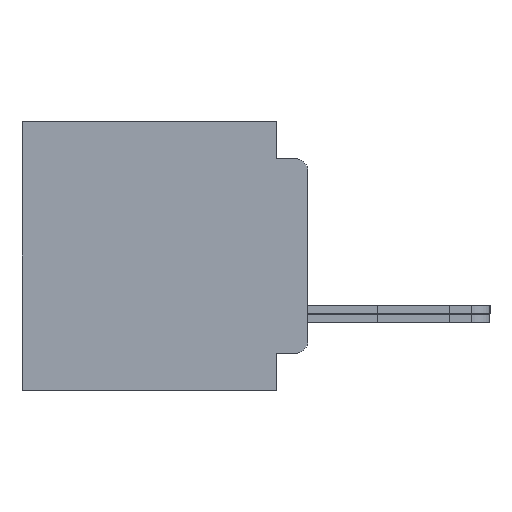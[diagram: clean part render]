
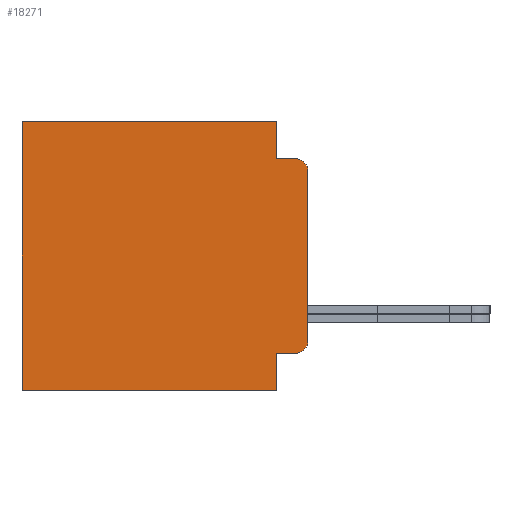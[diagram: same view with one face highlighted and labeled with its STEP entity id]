
A CAD part, left-side view. The second image highlights one B-rep face of the part: STEP entity #18271.
In plain terms, the highlighted planar face has unit normal (-1, 0, 0).
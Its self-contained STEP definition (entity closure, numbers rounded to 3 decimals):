
#33 = VECTOR ( 'NONE', #5887, 1000. ) ;
#114 = EDGE_CURVE ( 'NONE', #25496, #19717, #3010, .T. ) ;
#386 = DIRECTION ( 'NONE',  ( 0., 0., -1. ) ) ;
#1099 = CARTESIAN_POINT ( 'NONE',  ( -67.462, 1.295, -3.975 ) ) ;
#1389 = VERTEX_POINT ( 'NONE', #23581 ) ;
#1464 = CARTESIAN_POINT ( 'NONE',  ( -67.462, 1.295, -5.486 ) ) ;
#1508 = ORIENTED_EDGE ( 'NONE', *, *, #23299, .T. ) ;
#2482 = VERTEX_POINT ( 'NONE', #18388 ) ;
#2785 = VECTOR ( 'NONE', #14493, 1000. ) ;
#3010 = CIRCLE ( 'NONE', #26687, 0.508 ) ;
#3225 = PLANE ( 'NONE',  #19356 ) ;
#3368 = CARTESIAN_POINT ( 'NONE',  ( -67.462, 0., -3.467 ) ) ;
#3540 = EDGE_CURVE ( 'NONE', #17422, #19717, #26885, .T. ) ;
#4551 = LINE ( 'NONE', #8016, #14437 ) ;
#4666 = CIRCLE ( 'NONE', #22937, 0.508 ) ;
#4788 = CARTESIAN_POINT ( 'NONE',  ( -67.462, 11.684, -5.486 ) ) ;
#5887 = DIRECTION ( 'NONE',  ( 0., 1., 0. ) ) ;
#6000 = DIRECTION ( 'NONE',  ( 0., 1., 0. ) ) ;
#6607 = ORIENTED_EDGE ( 'NONE', *, *, #18684, .T. ) ;
#6906 = CARTESIAN_POINT ( 'NONE',  ( -67.462, 1.295, 3.975 ) ) ;
#7164 = DIRECTION ( 'NONE',  ( 0., 0., -1. ) ) ;
#7290 = DIRECTION ( 'NONE',  ( 0., 0., -1. ) ) ;
#7299 = VERTEX_POINT ( 'NONE', #6906 ) ;
#7409 = CARTESIAN_POINT ( 'NONE',  ( -67.462, 11.684, 5.486 ) ) ;
#8016 = CARTESIAN_POINT ( 'NONE',  ( -67.462, 0., 5.486 ) ) ;
#8073 = VERTEX_POINT ( 'NONE', #7409 ) ;
#8220 = EDGE_CURVE ( 'NONE', #10104, #12313, #8384, .T. ) ;
#8364 = DIRECTION ( 'NONE',  ( 0., 0., -1. ) ) ;
#8384 = LINE ( 'NONE', #12191, #2785 ) ;
#8890 = CARTESIAN_POINT ( 'NONE',  ( -67.462, 0.508, -3.467 ) ) ;
#8919 = DIRECTION ( 'NONE',  ( 0., 0., -1. ) ) ;
#9091 = VECTOR ( 'NONE', #7164, 1000. ) ;
#9490 = EDGE_CURVE ( 'NONE', #12313, #2482, #18210, .T. ) ;
#9613 = VECTOR ( 'NONE', #16303, 1000. ) ;
#9711 = ORIENTED_EDGE ( 'NONE', *, *, #9490, .F. ) ;
#10104 = VERTEX_POINT ( 'NONE', #18927 ) ;
#10404 = LINE ( 'NONE', #4788, #9091 ) ;
#10662 = VECTOR ( 'NONE', #22070, 1000. ) ;
#10670 = ORIENTED_EDGE ( 'NONE', *, *, #8220, .F. ) ;
#11571 = CARTESIAN_POINT ( 'NONE',  ( -67.462, 0.508, -3.975 ) ) ;
#12140 = CARTESIAN_POINT ( 'NONE',  ( -67.462, 1.295, 0. ) ) ;
#12191 = CARTESIAN_POINT ( 'NONE',  ( -67.462, 1.295, 0. ) ) ;
#12313 = VERTEX_POINT ( 'NONE', #1464 ) ;
#12417 = FACE_OUTER_BOUND ( 'NONE', #17691, .T. ) ;
#13279 = EDGE_CURVE ( 'NONE', #10104, #25496, #21438, .T. ) ;
#13928 = CARTESIAN_POINT ( 'NONE',  ( -67.462, 0., -5.486 ) ) ;
#14437 = VECTOR ( 'NONE', #6000, 1000. ) ;
#14493 = DIRECTION ( 'NONE',  ( 0., 0., -1. ) ) ;
#15144 = ORIENTED_EDGE ( 'NONE', *, *, #25417, .F. ) ;
#15502 = CARTESIAN_POINT ( 'NONE',  ( -67.462, 1.295, 5.486 ) ) ;
#15529 = VECTOR ( 'NONE', #17623, 1000. ) ;
#15771 = DIRECTION ( 'NONE',  ( 1., 0., 0. ) ) ;
#15931 = LINE ( 'NONE', #17830, #10662 ) ;
#16303 = DIRECTION ( 'NONE',  ( 0., 0., -1. ) ) ;
#16736 = ORIENTED_EDGE ( 'NONE', *, *, #3540, .F. ) ;
#17404 = DIRECTION ( 'NONE',  ( -1., 0., 0. ) ) ;
#17422 = VERTEX_POINT ( 'NONE', #25260 ) ;
#17623 = DIRECTION ( 'NONE',  ( 0., -1., 0. ) ) ;
#17691 = EDGE_LOOP ( 'NONE', ( #18108, #19763, #16736, #24345, #15144, #18783, #1508, #6607, #9711, #10670 ) ) ;
#17830 = CARTESIAN_POINT ( 'NONE',  ( -67.462, 1.295, 3.975 ) ) ;
#17849 = LINE ( 'NONE', #12140, #9613 ) ;
#18108 = ORIENTED_EDGE ( 'NONE', *, *, #13279, .T. ) ;
#18210 = LINE ( 'NONE', #24995, #33 ) ;
#18271 = ADVANCED_FACE ( 'NONE', ( #12417 ), #3225, .F. ) ;
#18388 = CARTESIAN_POINT ( 'NONE',  ( -67.462, 11.684, -5.486 ) ) ;
#18684 = EDGE_CURVE ( 'NONE', #8073, #2482, #10404, .T. ) ;
#18783 = ORIENTED_EDGE ( 'NONE', *, *, #21185, .F. ) ;
#18927 = CARTESIAN_POINT ( 'NONE',  ( -67.462, 1.295, -3.975 ) ) ;
#19356 = AXIS2_PLACEMENT_3D ( 'NONE', #13928, #15771, #7290 ) ;
#19717 = VERTEX_POINT ( 'NONE', #3368 ) ;
#19763 = ORIENTED_EDGE ( 'NONE', *, *, #114, .T. ) ;
#21185 = EDGE_CURVE ( 'NONE', #25977, #7299, #17849, .T. ) ;
#21438 = LINE ( 'NONE', #1099, #15529 ) ;
#21875 = EDGE_CURVE ( 'NONE', #17422, #1389, #4666, .T. ) ;
#22070 = DIRECTION ( 'NONE',  ( 0., -1., 0. ) ) ;
#22774 = CARTESIAN_POINT ( 'NONE',  ( -67.462, 0.508, 3.467 ) ) ;
#22837 = CARTESIAN_POINT ( 'NONE',  ( -67.462, 0., -5.486 ) ) ;
#22937 = AXIS2_PLACEMENT_3D ( 'NONE', #22774, #17404, #8919 ) ;
#22971 = VECTOR ( 'NONE', #8364, 1000. ) ;
#23299 = EDGE_CURVE ( 'NONE', #25977, #8073, #4551, .T. ) ;
#23581 = CARTESIAN_POINT ( 'NONE',  ( -67.462, 0.508, 3.975 ) ) ;
#24345 = ORIENTED_EDGE ( 'NONE', *, *, #21875, .T. ) ;
#24995 = CARTESIAN_POINT ( 'NONE',  ( -67.462, 0., -5.486 ) ) ;
#25260 = CARTESIAN_POINT ( 'NONE',  ( -67.462, 0., 3.467 ) ) ;
#25417 = EDGE_CURVE ( 'NONE', #7299, #1389, #15931, .T. ) ;
#25496 = VERTEX_POINT ( 'NONE', #11571 ) ;
#25617 = DIRECTION ( 'NONE',  ( -1., 0., 0. ) ) ;
#25977 = VERTEX_POINT ( 'NONE', #15502 ) ;
#26687 = AXIS2_PLACEMENT_3D ( 'NONE', #8890, #25617, #386 ) ;
#26885 = LINE ( 'NONE', #22837, #22971 ) ;
